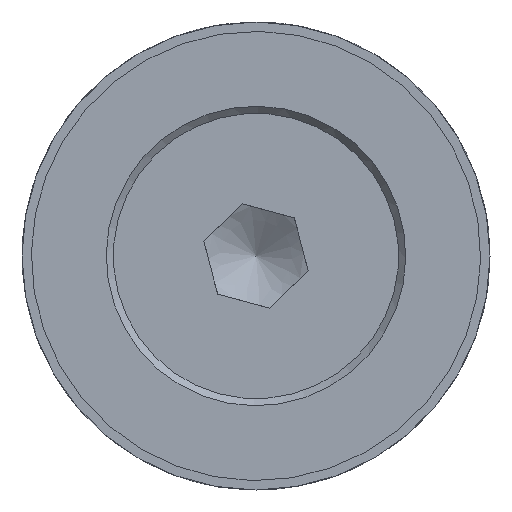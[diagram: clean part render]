
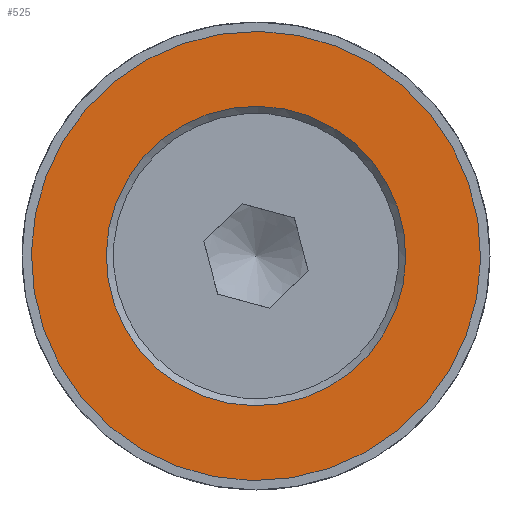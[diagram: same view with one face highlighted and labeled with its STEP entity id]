
A CAD part, front view. The second image highlights one B-rep face of the part: STEP entity #525.
In plain terms, the highlighted face is planar.
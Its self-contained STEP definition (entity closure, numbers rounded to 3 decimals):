
#525=ADVANCED_FACE('',(#842,#844),#846,.T.);
#842=FACE_BOUND('',#843,.T.);
#843=EDGE_LOOP('',(#1023));
#844=FACE_BOUND('',#845,.T.);
#845=EDGE_LOOP('',(#1024));
#846=PLANE('',#847);
#847=AXIS2_PLACEMENT_3D('',#848,#849,#850);
#848=CARTESIAN_POINT('',(0.,5.,0.));
#849=DIRECTION('',(-0.,1.,0.));
#850=DIRECTION('',(1.,0.,0.));
#1023=ORIENTED_EDGE('',*,*,#1105,.T.);
#1024=ORIENTED_EDGE('',*,*,#1106,.T.);
#1105=EDGE_CURVE('',#1169,#1169,#1170,.T.);
#1106=EDGE_CURVE('',#1171,#1171,#1172,.F.);
#1169=VERTEX_POINT('',#1573);
#1170=CIRCLE('',#1574,12.);
#1171=VERTEX_POINT('',#1578);
#1172=CIRCLE('',#1579,8.);
#1573=CARTESIAN_POINT('',(12.,5.,0.));
#1574=AXIS2_PLACEMENT_3D('',#1575,#1576,#1577);
#1575=CARTESIAN_POINT('',(0.,5.,0.));
#1576=DIRECTION('',(-0.,1.,0.));
#1577=DIRECTION('',(1.,0.,0.));
#1578=CARTESIAN_POINT('',(8.,5.,0.));
#1579=AXIS2_PLACEMENT_3D('',#1580,#1581,#1582);
#1580=CARTESIAN_POINT('',(0.,5.,0.));
#1581=DIRECTION('',(-0.,1.,0.));
#1582=DIRECTION('',(1.,0.,0.));
